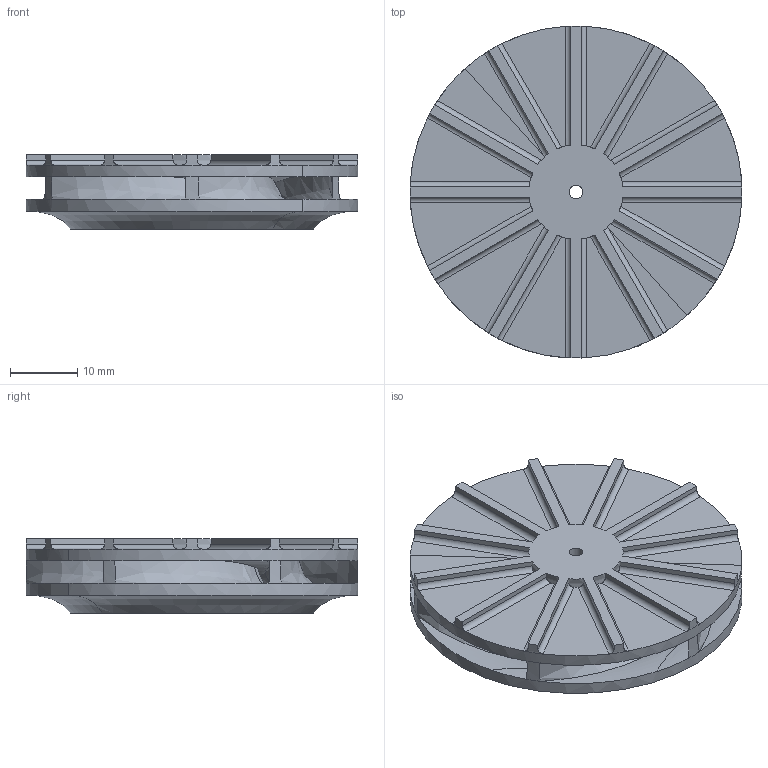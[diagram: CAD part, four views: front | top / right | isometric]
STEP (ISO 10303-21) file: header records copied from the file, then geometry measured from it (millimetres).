
FILE_DESCRIPTION(/* description */ (''),/* implementation_level */ '2;1');
FILE_NAME(/* name */ 'kero_impeller_forPBF.stp',/* time_stamp */ '2025-03-29T13:14:01-04:00',/* author */ (''),/* organization */ (''),/* preprocessor_version */ 'ST-DEVELOPER v18.102',/* originating_system */ 'SIEMENS PLM Software NX 2027',/* authorisation */ '');
FILE_SCHEMA (('AUTOMOTIVE_DESIGN { 1 0 10303 214 3 1 1 1 }'));
Length unit declared in the file: millimetre
Products named in the file (1): kero_postPDR_impeller_material_stp(1)_objects
Bounding box: 49.32 x 49.32 x 11.01 mm (x, y, z)
Volume: 9430.7 mm3; surface area: 9439.8 mm2
Topology: 1 solids, 1 shells, 134 faces, 381 edges, 236 vertices
Faces by surface type: cylinder 49, plane 39, bspline 18, revolution 14, cone 12, sphere 2
Full cylindrical faces by diameter (mm): 2 x1
Entity records: 23024 total; most frequent: CARTESIAN_POINT 19755, ORIENTED_EDGE 758, DIRECTION 574, EDGE_CURVE 379, VERTEX_POINT 235, AXIS2_PLACEMENT_3D 218, B_SPLINE_CURVE_WITH_KNOTS 152, EDGE_LOOP 136
